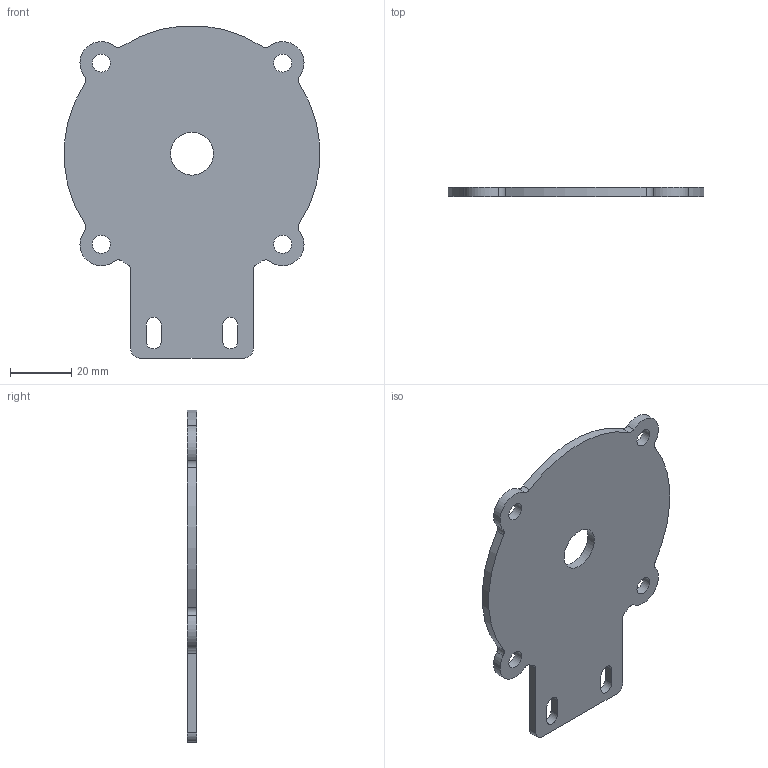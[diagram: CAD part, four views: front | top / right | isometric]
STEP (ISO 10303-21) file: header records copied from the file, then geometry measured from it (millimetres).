
FILE_DESCRIPTION(('FreeCAD Model'),'2;1');
FILE_NAME('Open CASCADE Shape Model','2021-07-15T19:28:50',( 'Anool Mahidharia'),('WyoLum'),'Open CASCADE STEP processor 7.4', 'FreeCAD','Unknown');
FILE_SCHEMA(('AUTOMOTIVE_DESIGN { 1 0 10303 214 1 1 1 1 }'));
Length unit declared in the file: millimetre
Products named in the file (1): Unfold
Bounding box: 83.31 x 3 x 108.31 mm (x, y, z)
Volume: 19540.6 mm3; surface area: 14589.5 mm2
Topology: 1 solids, 1 shells, 39 faces, 111 edges, 74 vertices
Faces by surface type: cylinder 22, plane 9, bspline 8
Full cylindrical faces by diameter (mm): 5.9 x4, 14 x1
Entity records: 1691 total; most frequent: CARTESIAN_POINT 673, ORIENTED_EDGE 222, DIRECTION 187, EDGE_CURVE 111, AXIS2_PLACEMENT_3D 76, VERTEX_POINT 74, FACE_BOUND 53, EDGE_LOOP 53
